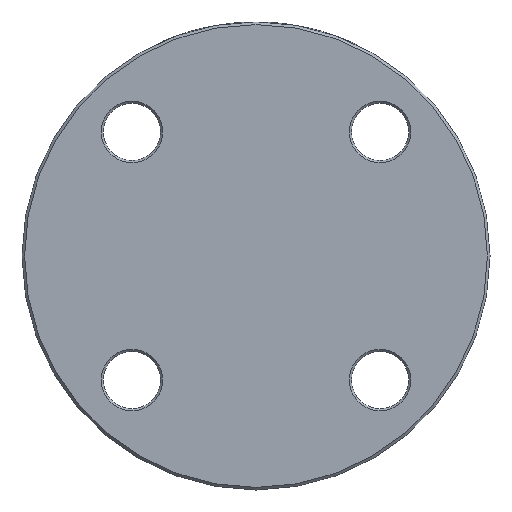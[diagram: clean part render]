
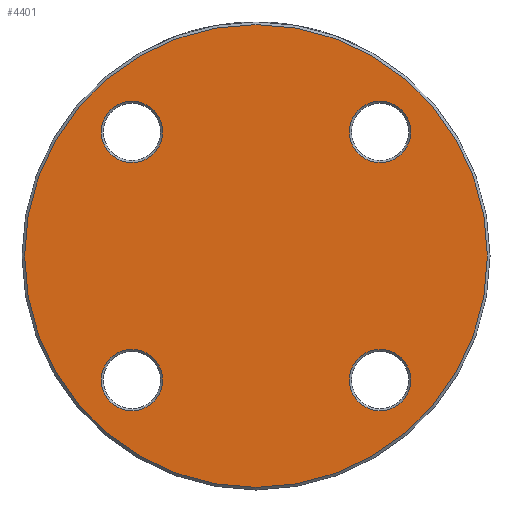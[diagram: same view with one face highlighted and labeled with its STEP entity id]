
A CAD part, left-side view. The second image highlights one B-rep face of the part: STEP entity #4401.
In plain terms, the highlighted planar face has unit normal (-1, 0, 0).
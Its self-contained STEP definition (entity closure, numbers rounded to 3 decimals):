
#283 = EDGE_CURVE ( 'NONE', #4899, #4899, #453, .T. ) ;
#453 = CIRCLE ( 'NONE', #553, 11.8 ) ;
#480 = EDGE_LOOP ( 'NONE', ( #2458 ) ) ;
#535 = CARTESIAN_POINT ( 'NONE',  ( 0., 47.73, 47.73 ) ) ;
#552 = EDGE_LOOP ( 'NONE', ( #1988 ) ) ;
#553 = AXIS2_PLACEMENT_3D ( 'NONE', #535, #2743, #2420 ) ;
#571 = DIRECTION ( 'NONE',  ( 1., 0., 0. ) ) ;
#662 = AXIS2_PLACEMENT_3D ( 'NONE', #3853, #1677, #2619 ) ;
#771 = ORIENTED_EDGE ( 'NONE', *, *, #1272, .T. ) ;
#795 = CARTESIAN_POINT ( 'NONE',  ( 0., 0., 0. ) ) ;
#1171 = DIRECTION ( 'NONE',  ( 0., 0., -1. ) ) ;
#1253 = CARTESIAN_POINT ( 'NONE',  ( 0., 47.73, -59.53 ) ) ;
#1272 = EDGE_CURVE ( 'NONE', #1826, #1826, #5187, .T. ) ;
#1283 = VERTEX_POINT ( 'NONE', #3085 ) ;
#1337 = PLANE ( 'NONE',  #5838 ) ;
#1390 = EDGE_CURVE ( 'NONE', #2154, #2154, #4805, .T. ) ;
#1469 = DIRECTION ( 'NONE',  ( 0., 0., -1. ) ) ;
#1677 = DIRECTION ( 'NONE',  ( 1., 0., 0. ) ) ;
#1764 = CARTESIAN_POINT ( 'NONE',  ( 0., -47.73, -59.53 ) ) ;
#1789 = FACE_BOUND ( 'NONE', #2448, .T. ) ;
#1826 = VERTEX_POINT ( 'NONE', #1253 ) ;
#1988 = ORIENTED_EDGE ( 'NONE', *, *, #1390, .T. ) ;
#2154 = VERTEX_POINT ( 'NONE', #3933 ) ;
#2253 = AXIS2_PLACEMENT_3D ( 'NONE', #4646, #4203, #1469 ) ;
#2263 = FACE_BOUND ( 'NONE', #2925, .T. ) ;
#2378 = AXIS2_PLACEMENT_3D ( 'NONE', #3529, #5304, #1171 ) ;
#2394 = DIRECTION ( 'NONE',  ( 0., 0., -1. ) ) ;
#2420 = DIRECTION ( 'NONE',  ( 0., 0., -1. ) ) ;
#2448 = EDGE_LOOP ( 'NONE', ( #4343 ) ) ;
#2458 = ORIENTED_EDGE ( 'NONE', *, *, #283, .T. ) ;
#2619 = DIRECTION ( 'NONE',  ( 0., 0., -1. ) ) ;
#2743 = DIRECTION ( 'NONE',  ( 1., 0., 0. ) ) ;
#2754 = EDGE_CURVE ( 'NONE', #3994, #3994, #3217, .T. ) ;
#2925 = EDGE_LOOP ( 'NONE', ( #771 ) ) ;
#3085 = CARTESIAN_POINT ( 'NONE',  ( 0., -47.73, 35.93 ) ) ;
#3135 = DIRECTION ( 'NONE',  ( 0., 0., -1. ) ) ;
#3217 = CIRCLE ( 'NONE', #662, 11.8 ) ;
#3314 = AXIS2_PLACEMENT_3D ( 'NONE', #4618, #571, #2394 ) ;
#3529 = CARTESIAN_POINT ( 'NONE',  ( 0., 0., 0. ) ) ;
#3576 = FACE_BOUND ( 'NONE', #3619, .T. ) ;
#3606 = DIRECTION ( 'NONE',  ( 1., 0., 0. ) ) ;
#3619 = EDGE_LOOP ( 'NONE', ( #4184 ) ) ;
#3853 = CARTESIAN_POINT ( 'NONE',  ( 0., -47.73, -47.73 ) ) ;
#3933 = CARTESIAN_POINT ( 'NONE',  ( 0., 0., -89. ) ) ;
#3994 = VERTEX_POINT ( 'NONE', #1764 ) ;
#4184 = ORIENTED_EDGE ( 'NONE', *, *, #2754, .T. ) ;
#4203 = DIRECTION ( 'NONE',  ( 1., 0., 0. ) ) ;
#4343 = ORIENTED_EDGE ( 'NONE', *, *, #4550, .T. ) ;
#4401 = ADVANCED_FACE ( 'NONE', ( #5832, #5862, #1789, #3576, #2263 ), #1337, .F. ) ;
#4550 = EDGE_CURVE ( 'NONE', #1283, #1283, #5739, .T. ) ;
#4618 = CARTESIAN_POINT ( 'NONE',  ( 0., 47.73, -47.73 ) ) ;
#4646 = CARTESIAN_POINT ( 'NONE',  ( 0., -47.73, 47.73 ) ) ;
#4805 = CIRCLE ( 'NONE', #2378, 89. ) ;
#4899 = VERTEX_POINT ( 'NONE', #5357 ) ;
#5187 = CIRCLE ( 'NONE', #3314, 11.8 ) ;
#5304 = DIRECTION ( 'NONE',  ( -1., 0., 0. ) ) ;
#5357 = CARTESIAN_POINT ( 'NONE',  ( 0., 47.73, 35.93 ) ) ;
#5739 = CIRCLE ( 'NONE', #2253, 11.8 ) ;
#5832 = FACE_OUTER_BOUND ( 'NONE', #552, .T. ) ;
#5838 = AXIS2_PLACEMENT_3D ( 'NONE', #795, #3606, #3135 ) ;
#5862 = FACE_BOUND ( 'NONE', #480, .T. ) ;
